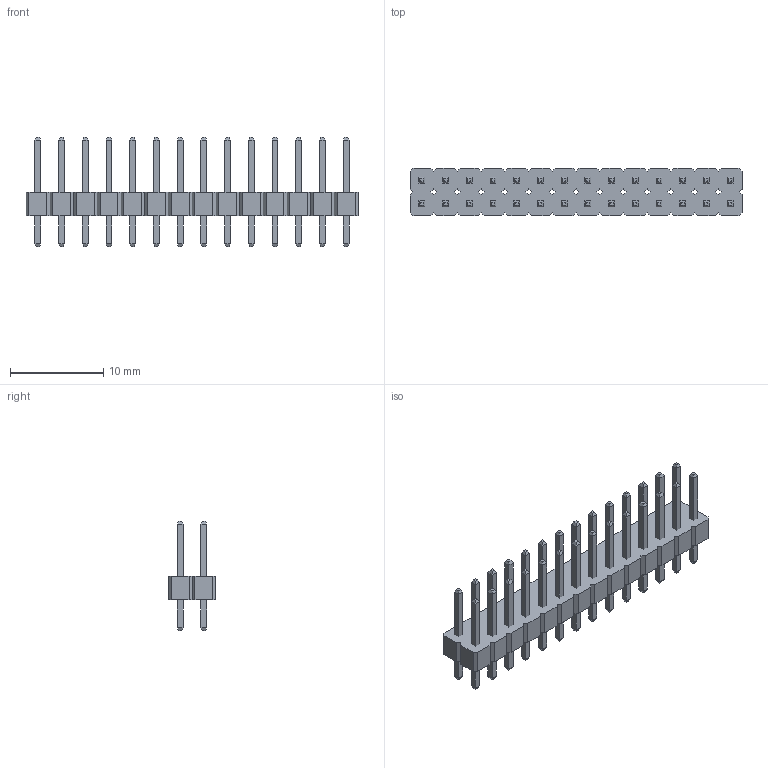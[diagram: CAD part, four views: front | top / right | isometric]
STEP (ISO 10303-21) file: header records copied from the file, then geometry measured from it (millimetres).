
FILE_DESCRIPTION(/* description */ (''),/* implementation_level */ '2;1');
FILE_NAME(/* name */ '5f3ddf34933f190f816bce84',/* time_stamp */ '2020-08-20T02:25:58+00:00',/* author */ (''),/* organization */ (''),/* preprocessor_version */ 'ST-DEVELOPER v16.7',/* originating_system */ $,/* authorisation */ $);
FILE_SCHEMA (('AUTOMOTIVE_DESIGN {1 0 10303 214 3 1 1}'));
Length unit declared in the file: metre
Products named in the file (57): Part 56; Part 57; Part 54; Part 52; Part 55; Part 53; Part 50; Part 51; Part 48; Part 49; Part 46; Part 47; Part 44; Part 45; Part 42; Part 43; Part 40; Part 41; Part 38; Part 39; Part 36; Part 37; Part 35; Part 34; Part 32; Part 31; Part 30; Part 33; Part 29; Part 28; Part 27; Part 26; Part 25; Part 24; Part 23; Part 22; Part 21; Part 20; Part 19; Part 18 ...
Bounding box: 35.56 x 5.08 x 11.68 mm (x, y, z)
Volume: 568.2 mm3; surface area: 1487 mm2
Topology: 57 solids, 57 shells, 706 faces, 1552 edges, 960 vertices
Faces by surface type: plane 706
Entity records: 20148 total; most frequent: CARTESIAN_POINT 3275, ORIENTED_EDGE 3104, DIRECTION 3078, EDGE_CURVE 1552, LINE 1552, VECTOR 1552, VERTEX_POINT 960, AXIS2_PLACEMENT_3D 763
